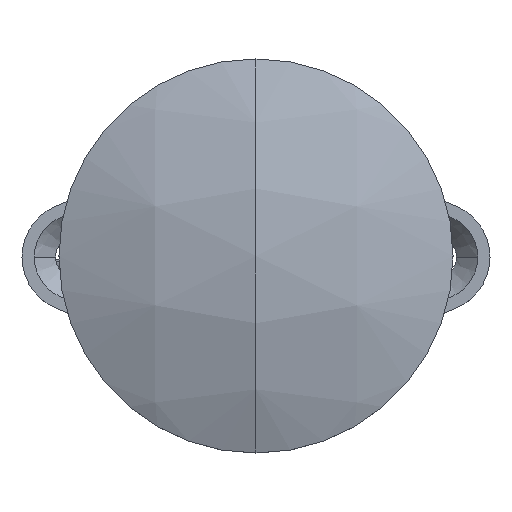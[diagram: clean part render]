
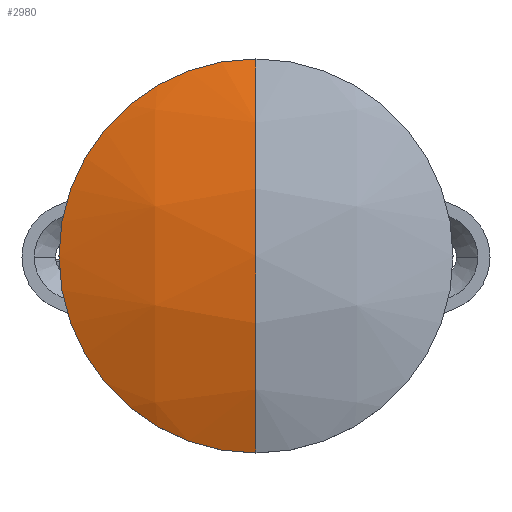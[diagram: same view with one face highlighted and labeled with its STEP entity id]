
A CAD part, top view. The second image highlights one B-rep face of the part: STEP entity #2980.
In plain terms, the highlighted spherical face has radius 60.1 mm.
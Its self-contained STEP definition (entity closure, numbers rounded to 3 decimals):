
#46 = ORIENTED_EDGE ( 'NONE', *, *, #2869, .T. ) ;
#95 = CARTESIAN_POINT ( 'NONE',  ( 0., 0., -5. ) ) ;
#136 = CARTESIAN_POINT ( 'NONE',  ( 0., 0., 0. ) ) ;
#196 = AXIS2_PLACEMENT_3D ( 'NONE', #95, #1944, #362 ) ;
#198 = VERTEX_POINT ( 'NONE', #136 ) ;
#236 = DIRECTION ( 'NONE',  ( 1., 0., 0. ) ) ;
#302 = DIRECTION ( 'NONE',  ( -1., 0., 0. ) ) ;
#362 = DIRECTION ( 'NONE',  ( 1., 0., 0. ) ) ;
#423 = DIRECTION ( 'NONE',  ( -1., 0., 0. ) ) ;
#794 = CIRCLE ( 'NONE', #196, 24. ) ;
#830 = CARTESIAN_POINT ( 'NONE',  ( 0., 0., -60.1 ) ) ;
#841 = CIRCLE ( 'NONE', #2472, 24. ) ;
#1018 = CARTESIAN_POINT ( 'NONE',  ( 0., -24., -5. ) ) ;
#1063 = CARTESIAN_POINT ( 'NONE',  ( 0., 24., -5. ) ) ;
#1065 = AXIS2_PLACEMENT_3D ( 'NONE', #2013, #423, #2285 ) ;
#1122 = DIRECTION ( 'NONE',  ( 1., 0., 0. ) ) ;
#1325 = AXIS2_PLACEMENT_3D ( 'NONE', #830, #302, #2156 ) ;
#1535 = ORIENTED_EDGE ( 'NONE', *, *, #2601, .F. ) ;
#1662 = VERTEX_POINT ( 'NONE', #2734 ) ;
#1720 = EDGE_LOOP ( 'NONE', ( #2262, #46, #2481, #1535 ) ) ;
#1740 = SPHERICAL_SURFACE ( 'NONE', #1325, 60.1 ) ;
#1829 = DIRECTION ( 'NONE',  ( 0., 0., 1. ) ) ;
#1909 = CIRCLE ( 'NONE', #3189, 60.1 ) ;
#1944 = DIRECTION ( 'NONE',  ( 0., 0., 1. ) ) ;
#1952 = VERTEX_POINT ( 'NONE', #1018 ) ;
#2013 = CARTESIAN_POINT ( 'NONE',  ( 0., 0., -60.1 ) ) ;
#2156 = DIRECTION ( 'NONE',  ( 0., 1., 0. ) ) ;
#2193 = VERTEX_POINT ( 'NONE', #1063 ) ;
#2262 = ORIENTED_EDGE ( 'NONE', *, *, #3058, .T. ) ;
#2285 = DIRECTION ( 'NONE',  ( 0., -1., 0. ) ) ;
#2298 = EDGE_CURVE ( 'NONE', #1952, #198, #2676, .T. ) ;
#2472 = AXIS2_PLACEMENT_3D ( 'NONE', #3511, #1829, #236 ) ;
#2481 = ORIENTED_EDGE ( 'NONE', *, *, #2298, .T. ) ;
#2558 = FACE_OUTER_BOUND ( 'NONE', #1720, .T. ) ;
#2601 = EDGE_CURVE ( 'NONE', #2193, #198, #1909, .T. ) ;
#2676 = CIRCLE ( 'NONE', #1065, 60.1 ) ;
#2734 = CARTESIAN_POINT ( 'NONE',  ( -24., 0., -5. ) ) ;
#2738 = CARTESIAN_POINT ( 'NONE',  ( 0., 0., -60.1 ) ) ;
#2869 = EDGE_CURVE ( 'NONE', #1662, #1952, #841, .T. ) ;
#2980 = ADVANCED_FACE ( 'NONE', ( #2558 ), #1740, .T. ) ;
#3024 = DIRECTION ( 'NONE',  ( 0., 0., -1. ) ) ;
#3058 = EDGE_CURVE ( 'NONE', #2193, #1662, #794, .T. ) ;
#3189 = AXIS2_PLACEMENT_3D ( 'NONE', #2738, #1122, #3024 ) ;
#3511 = CARTESIAN_POINT ( 'NONE',  ( 0., 0., -5. ) ) ;
